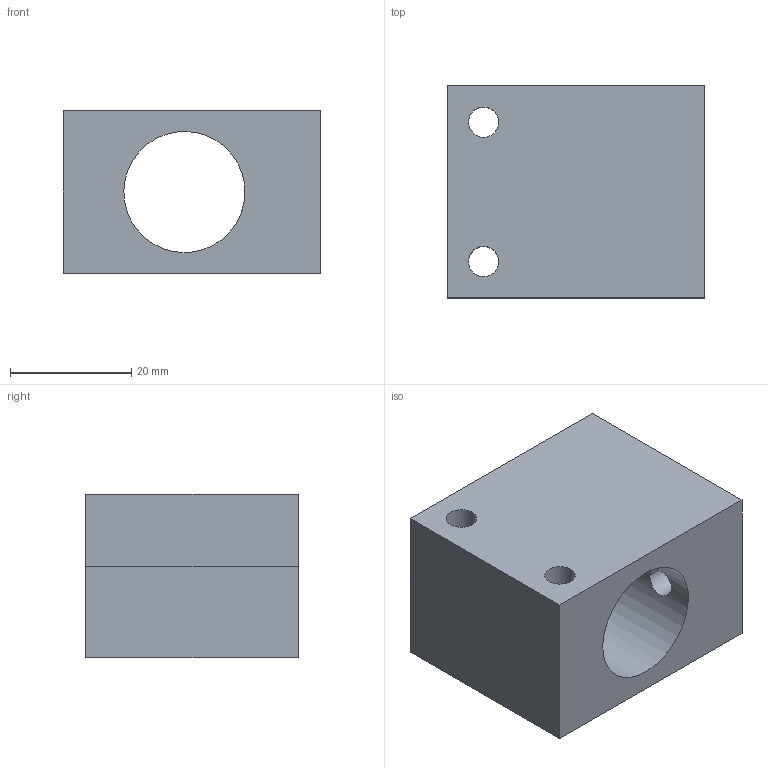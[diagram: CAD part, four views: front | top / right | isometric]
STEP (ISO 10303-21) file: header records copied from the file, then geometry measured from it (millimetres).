
FILE_DESCRIPTION(('CATIA V5 STEP Exchange'),'2;1');
FILE_NAME('9150187_Support avant carenage.stp','2018-06-28T09:03:55+00:00',('none'),('none'),'Version 5-6 Release 2012','CATIA V5 STEP AP203','none');
FILE_SCHEMA(('CONFIG_CONTROL_DESIGN'));
Length unit declared in the file: millimetre
Products named in the file (1): 9150187_Support avant carenage
Bounding box: 42.5 x 35 x 27 mm (x, y, z)
Volume: 27612.7 mm3; surface area: 9819.3 mm2
Topology: 1 solids, 1 shells, 17 faces, 51 edges, 34 vertices
Faces by surface type: cylinder 10, plane 7
Entity records: 641 total; most frequent: CARTESIAN_POINT 157, ORIENTED_EDGE 102, DIRECTION 65, EDGE_CURVE 51, VERTEX_POINT 34, AXIS2_PLACEMENT_3D 28, VECTOR 27, LINE 27
